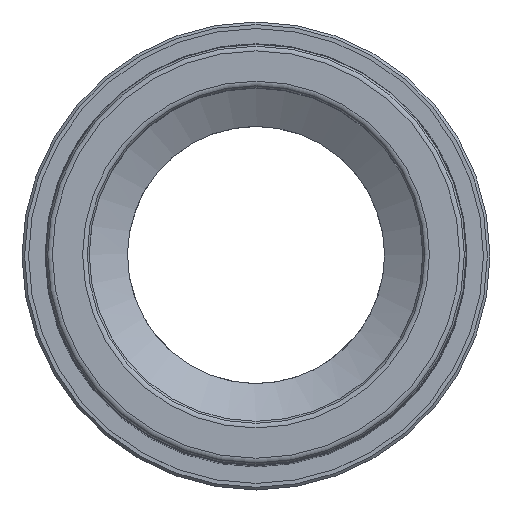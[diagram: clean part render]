
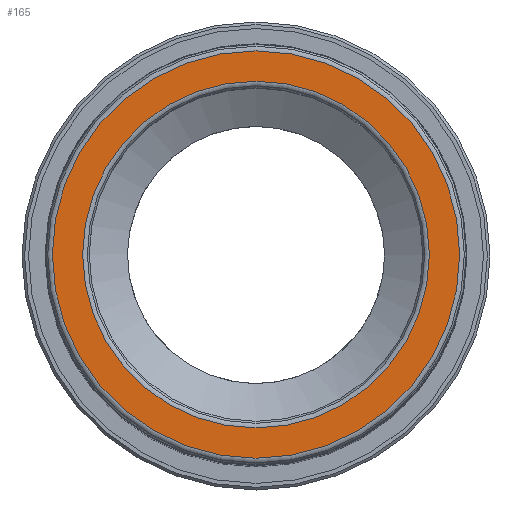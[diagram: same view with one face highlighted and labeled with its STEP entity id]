
A CAD part, top view. The second image highlights one B-rep face of the part: STEP entity #165.
In plain terms, the highlighted planar face has unit normal (0, 0, 1).
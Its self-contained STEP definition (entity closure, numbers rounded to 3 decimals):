
#138=PLANE('',#1187);
#165=ADVANCED_FACE('',(#240,#241),#138,.F.);
#240=FACE_BOUND('',#301,.T.);
#241=FACE_BOUND('',#302,.T.);
#301=EDGE_LOOP('',(#496));
#302=EDGE_LOOP('',(#497));
#405=CIRCLE('',#1185,13.15);
#406=CIRCLE('',#1186,15.45);
#496=ORIENTED_EDGE('',*,*,#913,.T.);
#497=ORIENTED_EDGE('',*,*,#914,.T.);
#795=VERTEX_POINT('',#2066);
#796=VERTEX_POINT('',#2068);
#913=EDGE_CURVE('',#795,#795,#405,.T.);
#914=EDGE_CURVE('',#796,#796,#406,.T.);
#1185=AXIS2_PLACEMENT_3D('',#2065,#1355,#1356);
#1186=AXIS2_PLACEMENT_3D('',#2067,#1357,#1358);
#1187=AXIS2_PLACEMENT_3D('',#2069,#1359,#1360);
#1355=DIRECTION('',(0.,0.,-1.));
#1356=DIRECTION('',(1.,0.,0.));
#1357=DIRECTION('',(0.,0.,1.));
#1358=DIRECTION('',(-1.,0.,0.));
#1359=DIRECTION('',(0.,0.,-1.));
#1360=DIRECTION('',(1.,0.,0.));
#2065=CARTESIAN_POINT('',(0.,0.,60.5));
#2066=CARTESIAN_POINT('',(13.15,0.,60.5));
#2067=CARTESIAN_POINT('',(0.,0.,60.5));
#2068=CARTESIAN_POINT('',(-15.45,0.,60.5));
#2069=CARTESIAN_POINT('',(0.,0.,60.5));
